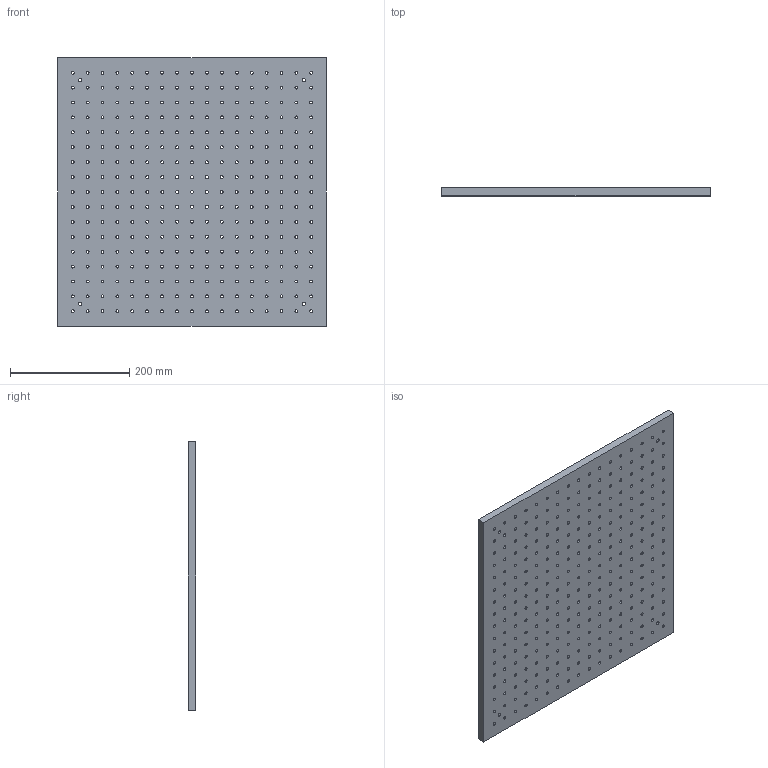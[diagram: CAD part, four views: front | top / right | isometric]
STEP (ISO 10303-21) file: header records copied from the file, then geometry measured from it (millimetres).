
FILE_DESCRIPTION (( 'STEP AP203' ), '1' );
FILE_NAME ('516006.STEP', '2025-04-28T07:06:47', ( 'Windows User' ), ( 'P R C' ), 'SwSTEP 2.0', 'SolidWorks 2020', '' );
FILE_SCHEMA (( 'CONFIG_CONTROL_DESIGN' ));
Length unit declared in the file: millimetre
Products named in the file (1): 516006
Bounding box: 450 x 13 x 450 mm (x, y, z)
Volume: 2555573.7 mm3; surface area: 477226.7 mm2
Topology: 1 solids, 1 shells, 307 faces, 903 edges, 602 vertices
Faces by surface type: cylinder 297, plane 10
Full cylindrical faces by diameter (mm): 5 x289, 5.8 x4, 11 x4
Entity records: 10355 total; most frequent: DIRECTION 1816, CARTESIAN_POINT 1516, ORIENTED_EDGE 1212, EDGE_LOOP 1194, AXIS2_PLACEMENT_3D 902, EDGE_CURVE 606, FACE_OUTER_BOUND 604, VERTEX_POINT 602
